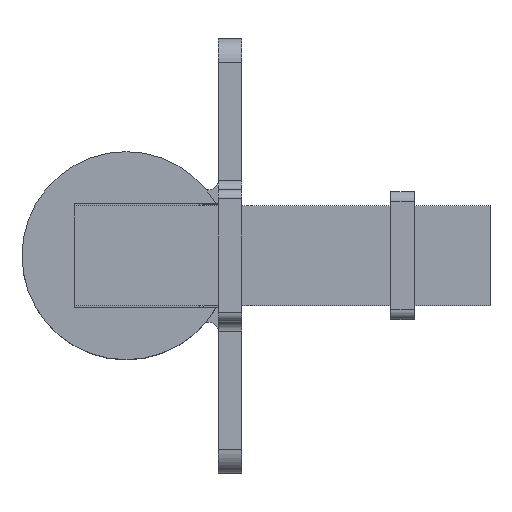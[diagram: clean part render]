
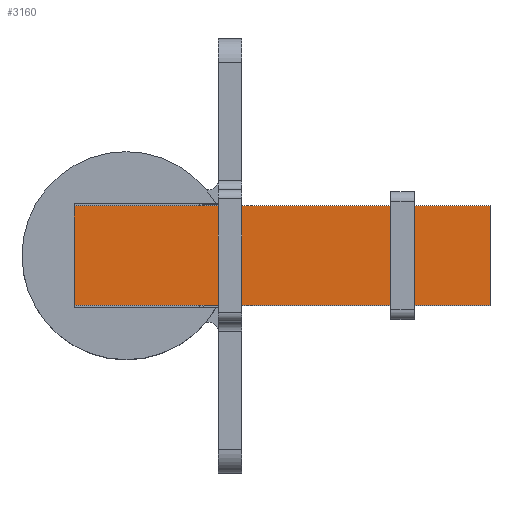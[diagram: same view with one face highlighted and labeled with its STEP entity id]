
A CAD part, top view. The second image highlights one B-rep face of the part: STEP entity #3160.
In plain terms, the highlighted planar face has unit normal (0, 0, 1).
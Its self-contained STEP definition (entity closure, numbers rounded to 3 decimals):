
#3059=CARTESIAN_POINT('',(77.,10.5,24.));
#3060=VERTEX_POINT('',#3059);
#3067=CARTESIAN_POINT('',(77.,-10.5,24.));
#3068=VERTEX_POINT('',#3067);
#3069=CARTESIAN_POINT('',(77.,-10.5,24.));
#3070=DIRECTION('',(-0.,1.,0.));
#3071=VECTOR('',#3070,21.);
#3072=LINE('',#3069,#3071);
#3073=EDGE_CURVE('',#3068,#3060,#3072,.T.);
#3090=CARTESIAN_POINT('',(-11.,10.5,24.));
#3091=VERTEX_POINT('',#3090);
#3098=CARTESIAN_POINT('',(77.,10.5,24.));
#3099=DIRECTION('',(-1.,-0.,0.));
#3100=VECTOR('',#3099,88.);
#3101=LINE('',#3098,#3100);
#3102=EDGE_CURVE('',#3060,#3091,#3101,.T.);
#3114=CARTESIAN_POINT('',(-11.,-10.5,24.));
#3115=VERTEX_POINT('',#3114);
#3122=CARTESIAN_POINT('',(-11.,10.5,24.));
#3123=DIRECTION('',(0.,-1.,0.));
#3124=VECTOR('',#3123,21.);
#3125=LINE('',#3122,#3124);
#3126=EDGE_CURVE('',#3091,#3115,#3125,.T.);
#3139=CARTESIAN_POINT('',(-11.,-10.5,24.));
#3140=DIRECTION('',(1.,0.,0.));
#3141=VECTOR('',#3140,88.);
#3142=LINE('',#3139,#3141);
#3143=EDGE_CURVE('',#3115,#3068,#3142,.T.);
#3149=CARTESIAN_POINT('',(0.,0.,24.));
#3150=DIRECTION('',(0.,0.,1.));
#3151=DIRECTION('',(1.,0.,0.));
#3152=AXIS2_PLACEMENT_3D('',#3149,#3150,#3151);
#3153=PLANE('',#3152);
#3154=ORIENTED_EDGE('',*,*,#3073,.T.);
#3155=ORIENTED_EDGE('',*,*,#3102,.T.);
#3156=ORIENTED_EDGE('',*,*,#3126,.T.);
#3157=ORIENTED_EDGE('',*,*,#3143,.T.);
#3158=EDGE_LOOP('',(#3154,#3155,#3156,#3157));
#3159=FACE_BOUND('',#3158,.T.);
#3160=ADVANCED_FACE('',(#3159),#3153,.T.);
